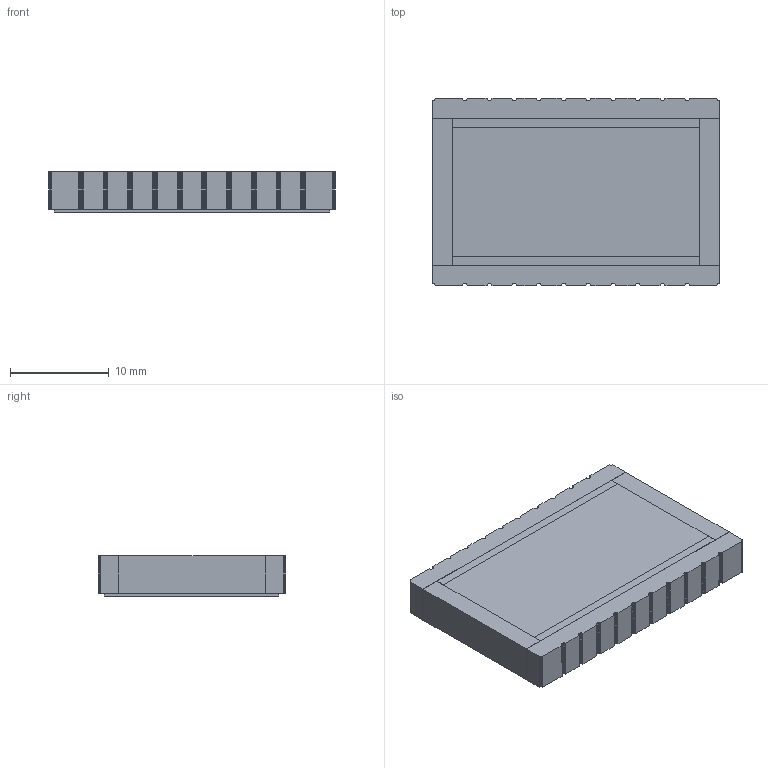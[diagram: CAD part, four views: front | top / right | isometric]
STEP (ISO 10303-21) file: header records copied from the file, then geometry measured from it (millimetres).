
FILE_DESCRIPTION (( 'STEP AP214' ), '1' );
FILE_NAME ('ﾌﾐﾈﾍﾄ.STEP', '2023-07-11T05:37:46', ( '' ), ( '' ), 'SwSTEP 2.0', 'SolidWorks 2018', '' );
FILE_SCHEMA (( 'AUTOMOTIVE_DESIGN' ));
Length unit declared in the file: millimetre
Products named in the file (1): ﾌﾐﾈﾍﾄ
Bounding box: 29 x 19 x 4.12 mm (x, y, z)
Volume: 1483.4 mm3; surface area: 4014.1 mm2
Topology: 27 solids, 27 shells, 616 faces, 1686 edges, 1124 vertices
Faces by surface type: plane 612, cylinder 4
Entity records: 26142 total; most frequent: CARTESIAN_POINT 3427, ORIENTED_EDGE 3372, DIRECTION 2928, EDGE_CURVE 1686, VECTOR 1678, LINE 1678, VERTEX_POINT 1124, UNCERTAINTY_MEASURE_WITH_UNIT 645
